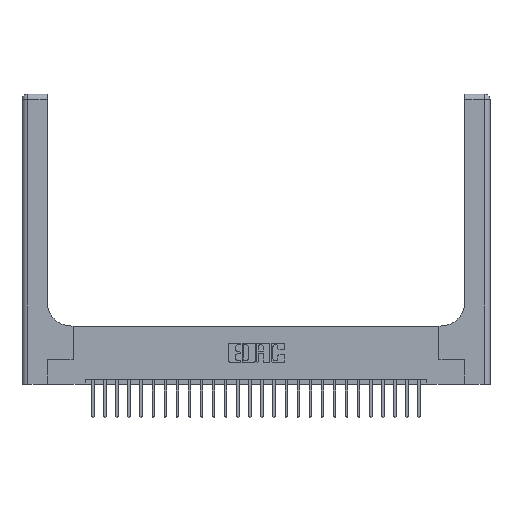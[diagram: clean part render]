
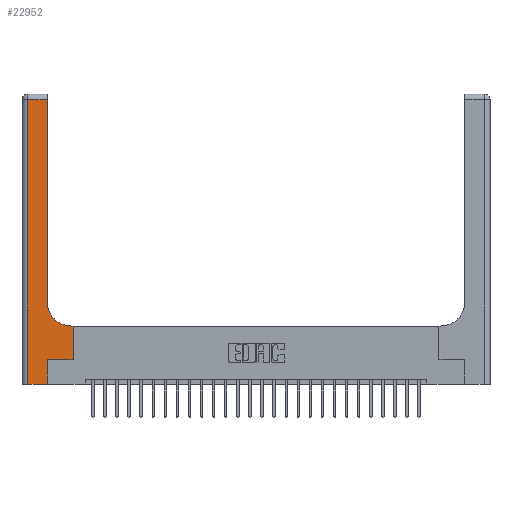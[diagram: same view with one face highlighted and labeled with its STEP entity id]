
A CAD part, top view. The second image highlights one B-rep face of the part: STEP entity #22952.
In plain terms, the highlighted planar face has unit normal (0, 0, 1).
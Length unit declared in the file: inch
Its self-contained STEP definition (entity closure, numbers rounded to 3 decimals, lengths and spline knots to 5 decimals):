
#125 = EDGE_CURVE ( 'NONE', #11494, #20015, #20806, .T. ) ;
#844 = CARTESIAN_POINT ( 'NONE',  ( 0., 3., 0.37 ) ) ;
#1264 = VERTEX_POINT ( 'NONE', #24493 ) ;
#1560 = CARTESIAN_POINT ( 'NONE',  ( 0.265, 0., 0.37 ) ) ;
#1794 = CARTESIAN_POINT ( 'NONE',  ( 0.51, 0.6, 0.37 ) ) ;
#2275 = CARTESIAN_POINT ( 'NONE',  ( 0.265, 0., 0.37 ) ) ;
#2302 = VECTOR ( 'NONE', #13068, 39.37008 ) ;
#2525 = EDGE_LOOP ( 'NONE', ( #9246, #11726, #4198, #23147, #15316, #2828, #18982, #22696, #6370 ) ) ;
#2665 = CARTESIAN_POINT ( 'NONE',  ( 0.06, 3., 0.37 ) ) ;
#2828 = ORIENTED_EDGE ( 'NONE', *, *, #22651, .T. ) ;
#2919 = LINE ( 'NONE', #12979, #22991 ) ;
#2927 = DIRECTION ( 'NONE',  ( 0., -1., 0. ) ) ;
#2940 = LINE ( 'NONE', #19138, #25142 ) ;
#3356 = LINE ( 'NONE', #5289, #22521 ) ;
#4195 = VERTEX_POINT ( 'NONE', #1560 ) ;
#4198 = ORIENTED_EDGE ( 'NONE', *, *, #125, .T. ) ;
#4862 = DIRECTION ( 'NONE',  ( 0., 0., -1. ) ) ;
#5083 = CARTESIAN_POINT ( 'NONE',  ( 0., 2.94, 0.37 ) ) ;
#5289 = CARTESIAN_POINT ( 'NONE',  ( 0.26, 3., 0.37 ) ) ;
#5922 = EDGE_CURVE ( 'NONE', #9421, #10641, #22819, .T. ) ;
#6370 = ORIENTED_EDGE ( 'NONE', *, *, #15352, .T. ) ;
#7980 = CARTESIAN_POINT ( 'NONE',  ( 0.528, 0.6, 0.37 ) ) ;
#8176 = CARTESIAN_POINT ( 'NONE',  ( 0.265, 0.25, 0.37 ) ) ;
#8712 = LINE ( 'NONE', #5083, #2302 ) ;
#9246 = ORIENTED_EDGE ( 'NONE', *, *, #18561, .T. ) ;
#9419 = CARTESIAN_POINT ( 'NONE',  ( 0.528, 0.25, 0.37 ) ) ;
#9421 = VERTEX_POINT ( 'NONE', #7980 ) ;
#10475 = DIRECTION ( 'NONE',  ( 0., 1., 0. ) ) ;
#10579 = AXIS2_PLACEMENT_3D ( 'NONE', #25668, #21614, #15607 ) ;
#10641 = VERTEX_POINT ( 'NONE', #1794 ) ;
#10738 = FACE_OUTER_BOUND ( 'NONE', #2525, .T. ) ;
#10907 = DIRECTION ( 'NONE',  ( -1., 0., 0. ) ) ;
#11420 = DIRECTION ( 'NONE',  ( 0., 1., 0. ) ) ;
#11494 = VERTEX_POINT ( 'NONE', #23763 ) ;
#11726 = ORIENTED_EDGE ( 'NONE', *, *, #15879, .T. ) ;
#11837 = CIRCLE ( 'NONE', #10579, 0.25 ) ;
#12058 = VECTOR ( 'NONE', #15788, 39.37008 ) ;
#12394 = CARTESIAN_POINT ( 'NONE',  ( 0.265, 0.25, 0.37 ) ) ;
#12906 = AXIS2_PLACEMENT_3D ( 'NONE', #844, #4862, #20797 ) ;
#12979 = CARTESIAN_POINT ( 'NONE',  ( 0., 0., 0.37 ) ) ;
#13068 = DIRECTION ( 'NONE',  ( -1., 0., 0. ) ) ;
#14597 = VERTEX_POINT ( 'NONE', #12394 ) ;
#15169 = EDGE_CURVE ( 'NONE', #18066, #9421, #2940, .T. ) ;
#15316 = ORIENTED_EDGE ( 'NONE', *, *, #16569, .T. ) ;
#15338 = CARTESIAN_POINT ( 'NONE',  ( 0.26, 2.94, 0.37 ) ) ;
#15352 = EDGE_CURVE ( 'NONE', #10641, #1264, #11837, .T. ) ;
#15607 = DIRECTION ( 'NONE',  ( 1., 0., 0. ) ) ;
#15788 = DIRECTION ( 'NONE',  ( 1., 0., 0. ) ) ;
#15879 = EDGE_CURVE ( 'NONE', #16631, #11494, #8712, .T. ) ;
#16569 = EDGE_CURVE ( 'NONE', #4195, #14597, #18210, .T. ) ;
#16631 = VERTEX_POINT ( 'NONE', #15338 ) ;
#17830 = VECTOR ( 'NONE', #2927, 39.37008 ) ;
#18066 = VERTEX_POINT ( 'NONE', #9419 ) ;
#18210 = LINE ( 'NONE', #2275, #24162 ) ;
#18561 = EDGE_CURVE ( 'NONE', #1264, #16631, #3356, .T. ) ;
#18718 = PLANE ( 'NONE',  #12906 ) ;
#18769 = CARTESIAN_POINT ( 'NONE',  ( 0.26, 0.6, 0.37 ) ) ;
#18921 = EDGE_CURVE ( 'NONE', #20015, #4195, #2919, .T. ) ;
#18982 = ORIENTED_EDGE ( 'NONE', *, *, #15169, .T. ) ;
#19138 = CARTESIAN_POINT ( 'NONE',  ( 0.528, 0.25, 0.37 ) ) ;
#19416 = DIRECTION ( 'NONE',  ( 0., 1., 0. ) ) ;
#20015 = VERTEX_POINT ( 'NONE', #20425 ) ;
#20425 = CARTESIAN_POINT ( 'NONE',  ( 0.06, 0., 0.37 ) ) ;
#20797 = DIRECTION ( 'NONE',  ( -1., 0., 0. ) ) ;
#20806 = LINE ( 'NONE', #2665, #17830 ) ;
#20934 = DIRECTION ( 'NONE',  ( 1., 0., 0. ) ) ;
#21614 = DIRECTION ( 'NONE',  ( 0., 0., -1. ) ) ;
#22521 = VECTOR ( 'NONE', #19416, 39.37008 ) ;
#22651 = EDGE_CURVE ( 'NONE', #14597, #18066, #25727, .T. ) ;
#22696 = ORIENTED_EDGE ( 'NONE', *, *, #5922, .T. ) ;
#22819 = LINE ( 'NONE', #18769, #25221 ) ;
#22952 = ADVANCED_FACE ( 'NONE', ( #10738 ), #18718, .F. ) ;
#22991 = VECTOR ( 'NONE', #20934, 39.37008 ) ;
#23147 = ORIENTED_EDGE ( 'NONE', *, *, #18921, .T. ) ;
#23763 = CARTESIAN_POINT ( 'NONE',  ( 0.06, 2.94, 0.37 ) ) ;
#24162 = VECTOR ( 'NONE', #10475, 39.37008 ) ;
#24493 = CARTESIAN_POINT ( 'NONE',  ( 0.26, 0.85, 0.37 ) ) ;
#25142 = VECTOR ( 'NONE', #11420, 39.37008 ) ;
#25221 = VECTOR ( 'NONE', #10907, 39.37008 ) ;
#25668 = CARTESIAN_POINT ( 'NONE',  ( 0.51, 0.85, 0.37 ) ) ;
#25727 = LINE ( 'NONE', #8176, #12058 ) ;
